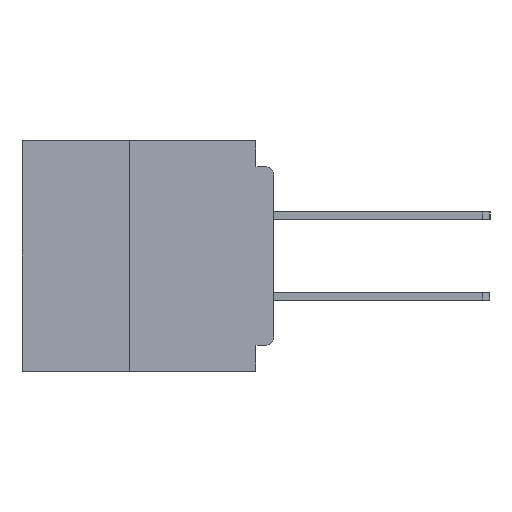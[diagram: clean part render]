
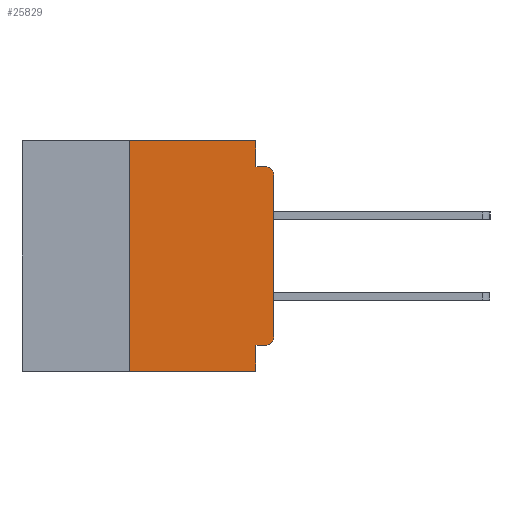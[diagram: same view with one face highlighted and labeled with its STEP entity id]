
A CAD part, left-side view. The second image highlights one B-rep face of the part: STEP entity #25829.
In plain terms, the highlighted planar face has unit normal (-1, 0, 0).
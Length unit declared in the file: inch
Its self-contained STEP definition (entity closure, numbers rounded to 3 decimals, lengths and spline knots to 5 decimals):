
#548 = CARTESIAN_POINT ( 'NONE',  ( 0., 0.25, -0.4 ) ) ;
#953 = ORIENTED_EDGE ( 'NONE', *, *, #7144, .T. ) ;
#1740 = VERTEX_POINT ( 'NONE', #25696 ) ;
#2663 = VERTEX_POINT ( 'NONE', #26918 ) ;
#2742 = EDGE_CURVE ( 'NONE', #1740, #27728, #21780, .T. ) ;
#3905 = VECTOR ( 'NONE', #9052, 39.37008 ) ;
#3971 = CARTESIAN_POINT ( 'NONE',  ( 0., 0.031, -0.4 ) ) ;
#4474 = EDGE_CURVE ( 'NONE', #15749, #2663, #4531, .T. ) ;
#4531 = CIRCLE ( 'NONE', #20290, 0.015 ) ;
#4602 = CARTESIAN_POINT ( 'NONE',  ( 0., 0.015, -0.06 ) ) ;
#5023 = ORIENTED_EDGE ( 'NONE', *, *, #25886, .F. ) ;
#5975 = AXIS2_PLACEMENT_3D ( 'NONE', #4602, #24212, #7475 ) ;
#6072 = VECTOR ( 'NONE', #25600, 39.37008 ) ;
#7144 = EDGE_CURVE ( 'NONE', #8490, #10816, #11419, .T. ) ;
#7382 = CARTESIAN_POINT ( 'NONE',  ( 0., 0.031, -0.355 ) ) ;
#7475 = DIRECTION ( 'NONE',  ( 0., 0., -1. ) ) ;
#7524 = LINE ( 'NONE', #34503, #35308 ) ;
#8198 = LINE ( 'NONE', #26963, #14752 ) ;
#8233 = VERTEX_POINT ( 'NONE', #16158 ) ;
#8315 = CARTESIAN_POINT ( 'NONE',  ( 0., 0.015, -0.045 ) ) ;
#8490 = VERTEX_POINT ( 'NONE', #10734 ) ;
#8824 = VECTOR ( 'NONE', #9193, 39.37008 ) ;
#9052 = DIRECTION ( 'NONE',  ( 0., -1., 0. ) ) ;
#9067 = FACE_OUTER_BOUND ( 'NONE', #29786, .T. ) ;
#9193 = DIRECTION ( 'NONE',  ( 0., 0., 1. ) ) ;
#9631 = CARTESIAN_POINT ( 'NONE',  ( 0., 0.437, -0.4 ) ) ;
#10734 = CARTESIAN_POINT ( 'NONE',  ( 0., 0.25, -0.4 ) ) ;
#10816 = VERTEX_POINT ( 'NONE', #3971 ) ;
#11176 = VERTEX_POINT ( 'NONE', #8315 ) ;
#11419 = LINE ( 'NONE', #9631, #3905 ) ;
#12100 = EDGE_CURVE ( 'NONE', #15749, #21702, #7524, .T. ) ;
#12499 = VECTOR ( 'NONE', #35549, 39.37008 ) ;
#12812 = CARTESIAN_POINT ( 'NONE',  ( 0., 0.437, 0. ) ) ;
#14752 = VECTOR ( 'NONE', #35092, 39.37008 ) ;
#15474 = DIRECTION ( 'NONE',  ( 0., 0., -1. ) ) ;
#15592 = DIRECTION ( 'NONE',  ( 0., 0., -1. ) ) ;
#15749 = VERTEX_POINT ( 'NONE', #20744 ) ;
#15750 = EDGE_CURVE ( 'NONE', #27728, #11176, #30403, .T. ) ;
#16001 = ORIENTED_EDGE ( 'NONE', *, *, #29822, .F. ) ;
#16158 = CARTESIAN_POINT ( 'NONE',  ( 0., 0., -0.06 ) ) ;
#16180 = AXIS2_PLACEMENT_3D ( 'NONE', #12812, #32266, #15592 ) ;
#17301 = CARTESIAN_POINT ( 'NONE',  ( 0., 0., 0. ) ) ;
#17488 = CARTESIAN_POINT ( 'NONE',  ( 0., 0.015, -0.34 ) ) ;
#17764 = ORIENTED_EDGE ( 'NONE', *, *, #12100, .F. ) ;
#17962 = CARTESIAN_POINT ( 'NONE',  ( 0., 0.25, 0. ) ) ;
#18803 = EDGE_CURVE ( 'NONE', #8490, #27047, #31053, .T. ) ;
#19274 = DIRECTION ( 'NONE',  ( 0., 0., -1. ) ) ;
#19367 = CIRCLE ( 'NONE', #5975, 0.015 ) ;
#20290 = AXIS2_PLACEMENT_3D ( 'NONE', #17488, #20815, #15474 ) ;
#20744 = CARTESIAN_POINT ( 'NONE',  ( 0., 0.015, -0.355 ) ) ;
#20815 = DIRECTION ( 'NONE',  ( -1., 0., 0. ) ) ;
#20984 = LINE ( 'NONE', #17301, #6072 ) ;
#21114 = PLANE ( 'NONE',  #16180 ) ;
#21248 = ORIENTED_EDGE ( 'NONE', *, *, #32903, .T. ) ;
#21702 = VERTEX_POINT ( 'NONE', #7382 ) ;
#21780 = LINE ( 'NONE', #33789, #34721 ) ;
#21842 = CARTESIAN_POINT ( 'NONE',  ( 0., 0.031, -0.4 ) ) ;
#23030 = VECTOR ( 'NONE', #31910, 39.37008 ) ;
#23505 = DIRECTION ( 'NONE',  ( 0., 1., 0. ) ) ;
#24212 = DIRECTION ( 'NONE',  ( -1., 0., 0. ) ) ;
#24696 = LINE ( 'NONE', #21842, #12499 ) ;
#24732 = ORIENTED_EDGE ( 'NONE', *, *, #2742, .F. ) ;
#25180 = ORIENTED_EDGE ( 'NONE', *, *, #4474, .T. ) ;
#25600 = DIRECTION ( 'NONE',  ( 0., 0., 1. ) ) ;
#25696 = CARTESIAN_POINT ( 'NONE',  ( 0., 0.031, 0. ) ) ;
#25829 = ADVANCED_FACE ( 'NONE', ( #9067 ), #21114, .F. ) ;
#25886 = EDGE_CURVE ( 'NONE', #27047, #1740, #8198, .T. ) ;
#26918 = CARTESIAN_POINT ( 'NONE',  ( 0., 0., -0.34 ) ) ;
#26963 = CARTESIAN_POINT ( 'NONE',  ( 0., 0.437, 0. ) ) ;
#27047 = VERTEX_POINT ( 'NONE', #17962 ) ;
#27728 = VERTEX_POINT ( 'NONE', #35211 ) ;
#28615 = ORIENTED_EDGE ( 'NONE', *, *, #30854, .T. ) ;
#29116 = CARTESIAN_POINT ( 'NONE',  ( 0., 0., -0.045 ) ) ;
#29786 = EDGE_LOOP ( 'NONE', ( #21248, #28615, #30340, #24732, #5023, #29927, #953, #16001, #17764, #25180 ) ) ;
#29822 = EDGE_CURVE ( 'NONE', #21702, #10816, #24696, .T. ) ;
#29927 = ORIENTED_EDGE ( 'NONE', *, *, #18803, .F. ) ;
#30340 = ORIENTED_EDGE ( 'NONE', *, *, #15750, .F. ) ;
#30403 = LINE ( 'NONE', #29116, #23030 ) ;
#30854 = EDGE_CURVE ( 'NONE', #8233, #11176, #19367, .T. ) ;
#31053 = LINE ( 'NONE', #548, #8824 ) ;
#31910 = DIRECTION ( 'NONE',  ( 0., -1., 0. ) ) ;
#32266 = DIRECTION ( 'NONE',  ( 1., 0., 0. ) ) ;
#32903 = EDGE_CURVE ( 'NONE', #2663, #8233, #20984, .T. ) ;
#33789 = CARTESIAN_POINT ( 'NONE',  ( 0., 0.031, 0. ) ) ;
#34503 = CARTESIAN_POINT ( 'NONE',  ( 0., 0., -0.355 ) ) ;
#34721 = VECTOR ( 'NONE', #19274, 39.37008 ) ;
#35092 = DIRECTION ( 'NONE',  ( 0., -1., 0. ) ) ;
#35211 = CARTESIAN_POINT ( 'NONE',  ( 0., 0.031, -0.045 ) ) ;
#35308 = VECTOR ( 'NONE', #23505, 39.37008 ) ;
#35549 = DIRECTION ( 'NONE',  ( 0., 0., -1. ) ) ;
